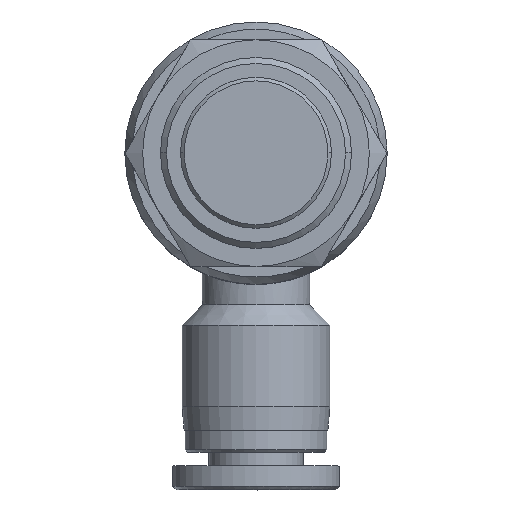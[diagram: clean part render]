
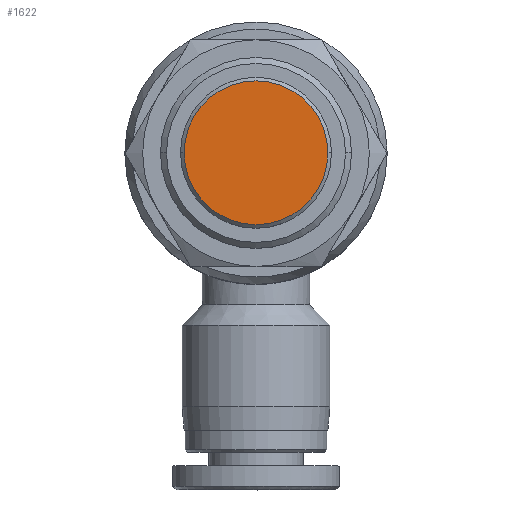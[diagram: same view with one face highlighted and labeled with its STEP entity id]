
A CAD part, top view. The second image highlights one B-rep face of the part: STEP entity #1622.
In plain terms, the highlighted planar face has unit normal (0, 0, 1).
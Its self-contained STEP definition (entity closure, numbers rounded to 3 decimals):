
#1027=CARTESIAN_POINT('',(-6.025,8.6,24.7));
#1028=VERTEX_POINT('',#1027);
#1044=CARTESIAN_POINT('',(6.025,8.6,24.7));
#1045=VERTEX_POINT('',#1044);
#1052=CARTESIAN_POINT('',(0.,8.6,24.7));
#1053=DIRECTION('',(0.0,0.0,-1.0));
#1054=DIRECTION('',(-1.0,0.0,0.0));
#1055=AXIS2_PLACEMENT_3D('',#1052,#1053,#1054);
#1056=CIRCLE('',#1055,6.025);
#1057=EDGE_CURVE('',#1045,#1028,#1056,.T.);
#1601=CARTESIAN_POINT('',(0.,8.6,24.7));
#1602=DIRECTION('',(0.0,0.0,-1.0));
#1603=DIRECTION('',(-1.0,0.0,0.0));
#1604=AXIS2_PLACEMENT_3D('',#1601,#1602,#1603);
#1605=CIRCLE('',#1604,6.025);
#1606=EDGE_CURVE('',#1028,#1045,#1605,.T.);
#1613=CARTESIAN_POINT('',(6.325,8.6,24.7));
#1614=DIRECTION('',(0.0,0.0,1.0));
#1615=DIRECTION('',(1.0,0.0,0.0));
#1616=AXIS2_PLACEMENT_3D('',#1613,#1614,#1615);
#1617=PLANE('',#1616);
#1618=ORIENTED_EDGE('',*,*,#1057,.F.);
#1619=ORIENTED_EDGE('',*,*,#1606,.F.);
#1620=EDGE_LOOP('',(#1618,#1619));
#1621=FACE_OUTER_BOUND('',#1620,.T.);
#1622=ADVANCED_FACE('',(#1621),#1617,.T.);
